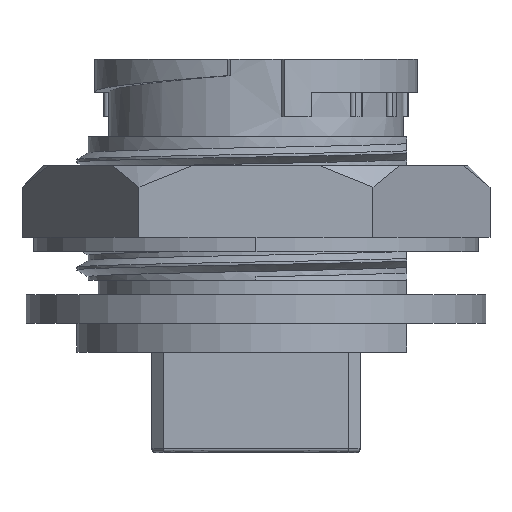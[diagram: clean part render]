
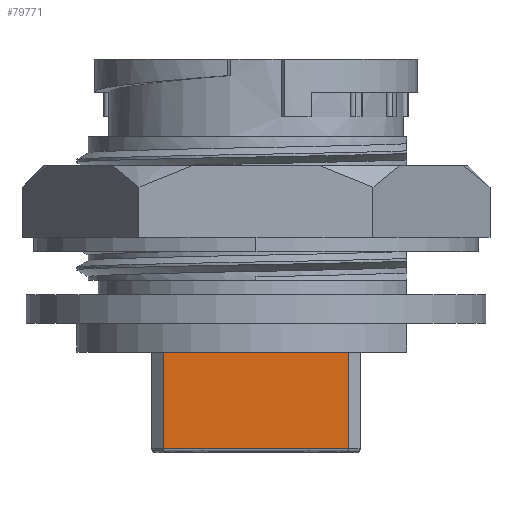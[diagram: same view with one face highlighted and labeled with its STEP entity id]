
A CAD part, front view. The second image highlights one B-rep face of the part: STEP entity #79771.
In plain terms, the highlighted free-form (B-spline) face has degree [1, 1] with [2, 2] control points.
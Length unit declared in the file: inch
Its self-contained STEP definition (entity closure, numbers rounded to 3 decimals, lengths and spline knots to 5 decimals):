
#1608 = EDGE_CURVE ( 'NONE', #49540, #14548, #21263, .T. ) ;
#2265 = CARTESIAN_POINT ( 'NONE',  ( 0.25394, 0.30512, -1.09055 ) ) ;
#2702 = DIRECTION ( 'NONE',  ( -1., 0., 0. ) ) ;
#3350 = EDGE_CURVE ( 'NONE', #49922, #70925, #37613, .T. ) ;
#3413 = FACE_BOUND ( 'NONE', #15808, .T. ) ;
#3491 = VECTOR ( 'NONE', #22746, 39.37008 ) ;
#5546 = ORIENTED_EDGE ( 'NONE', *, *, #8384, .T. ) ;
#5554 = CARTESIAN_POINT ( 'NONE',  ( 0.09055, 0.30512, -0.61024 ) ) ;
#8384 = EDGE_CURVE ( 'NONE', #14548, #71216, #36192, .T. ) ;
#8474 = DIRECTION ( 'NONE',  ( 0., 0., 1. ) ) ;
#9170 = CARTESIAN_POINT ( 'NONE',  ( 0.25394, 0.30512, -0.05118 ) ) ;
#10248 = CARTESIAN_POINT ( 'NONE',  ( 0.25394, 0.30512, -1.09055 ) ) ;
#10611 = ORIENTED_EDGE ( 'NONE', *, *, #87208, .T. ) ;
#10804 = LINE ( 'NONE', #39505, #83535 ) ;
#14548 = VERTEX_POINT ( 'NONE', #5554 ) ;
#15808 = EDGE_LOOP ( 'NONE', ( #38027, #5546, #72077, #78674 ) ) ;
#17206 = EDGE_CURVE ( 'NONE', #50003, #70925, #10804, .T. ) ;
#21263 = LINE ( 'NONE', #22155, #69877 ) ;
#22155 = CARTESIAN_POINT ( 'NONE',  ( -0.09055, 0.30512, -0.61024 ) ) ;
#22366 = B_SPLINE_SURFACE_WITH_KNOTS ( 'NONE', 1, 1, ( 
 ( #77962, #59070 ),
 ( #24045, #86020 ) ),
 .UNSPECIFIED., .F., .F., .F.,
 ( 2, 2 ),
 ( 2, 2 ),
 ( 0.772, 28.228 ),
 ( -6.708, 6.708 ),
 .UNSPECIFIED. ) ;
#22746 = DIRECTION ( 'NONE',  ( 0., 0., 1. ) ) ;
#24045 = CARTESIAN_POINT ( 'NONE',  ( 0.26409, 0.30512, -1.11134 ) ) ;
#27956 = VECTOR ( 'NONE', #2702, 39.37008 ) ;
#30788 = VERTEX_POINT ( 'NONE', #82553 ) ;
#31998 = LINE ( 'NONE', #73297, #70924 ) ;
#33395 = CARTESIAN_POINT ( 'NONE',  ( 0.09055, 0.30512, -0.5315 ) ) ;
#36192 = LINE ( 'NONE', #84717, #3491 ) ;
#36792 = LINE ( 'NONE', #2265, #27956 ) ;
#37103 = CARTESIAN_POINT ( 'NONE',  ( -0.09055, 0.30512, -0.61024 ) ) ;
#37613 = LINE ( 'NONE', #10248, #64849 ) ;
#38027 = ORIENTED_EDGE ( 'NONE', *, *, #1608, .T. ) ;
#39057 = DIRECTION ( 'NONE',  ( 1., 0., 0. ) ) ;
#39505 = CARTESIAN_POINT ( 'NONE',  ( -0.25394, 0.30512, -0.05118 ) ) ;
#39700 = DIRECTION ( 'NONE',  ( -1., 0., 0. ) ) ;
#39763 = ORIENTED_EDGE ( 'NONE', *, *, #17206, .T. ) ;
#41271 = EDGE_CURVE ( 'NONE', #71216, #73621, #88624, .T. ) ;
#41752 = VECTOR ( 'NONE', #49366, 39.37008 ) ;
#42857 = CARTESIAN_POINT ( 'NONE',  ( -0.25394, 0.30512, -0.05118 ) ) ;
#44693 = FACE_OUTER_BOUND ( 'NONE', #71361, .T. ) ;
#49366 = DIRECTION ( 'NONE',  ( 0., 0., 1. ) ) ;
#49540 = VERTEX_POINT ( 'NONE', #37103 ) ;
#49922 = VERTEX_POINT ( 'NONE', #67635 ) ;
#50003 = VERTEX_POINT ( 'NONE', #42857 ) ;
#51575 = EDGE_CURVE ( 'NONE', #73621, #49540, #31998, .T. ) ;
#56703 = VECTOR ( 'NONE', #39700, 39.37008 ) ;
#59070 = CARTESIAN_POINT ( 'NONE',  ( -0.26409, 0.30512, -0.03039 ) ) ;
#61509 = LINE ( 'NONE', #75447, #41752 ) ;
#61594 = EDGE_CURVE ( 'NONE', #30788, #50003, #61509, .T. ) ;
#64264 = CARTESIAN_POINT ( 'NONE',  ( 0.09055, 0.30512, -0.5315 ) ) ;
#64849 = VECTOR ( 'NONE', #8474, 39.37008 ) ;
#65336 = CARTESIAN_POINT ( 'NONE',  ( -0.09055, 0.30512, -0.5315 ) ) ;
#65617 = ORIENTED_EDGE ( 'NONE', *, *, #3350, .F. ) ;
#67635 = CARTESIAN_POINT ( 'NONE',  ( 0.25394, 0.30512, -1.09055 ) ) ;
#69877 = VECTOR ( 'NONE', #88631, 39.37008 ) ;
#70924 = VECTOR ( 'NONE', #80023, 39.37008 ) ;
#70925 = VERTEX_POINT ( 'NONE', #9170 ) ;
#71216 = VERTEX_POINT ( 'NONE', #64264 ) ;
#71361 = EDGE_LOOP ( 'NONE', ( #39763, #65617, #10611, #85542 ) ) ;
#72077 = ORIENTED_EDGE ( 'NONE', *, *, #41271, .T. ) ;
#73297 = CARTESIAN_POINT ( 'NONE',  ( -0.09055, 0.30512, -0.5315 ) ) ;
#73621 = VERTEX_POINT ( 'NONE', #65336 ) ;
#75447 = CARTESIAN_POINT ( 'NONE',  ( -0.25394, 0.30512, -1.09055 ) ) ;
#77962 = CARTESIAN_POINT ( 'NONE',  ( 0.26409, 0.30512, -0.03039 ) ) ;
#78674 = ORIENTED_EDGE ( 'NONE', *, *, #51575, .T. ) ;
#79771 = ADVANCED_FACE ( 'NONE', ( #44693, #3413 ), #22366, .T. ) ;
#80023 = DIRECTION ( 'NONE',  ( 0., 0., -1. ) ) ;
#82553 = CARTESIAN_POINT ( 'NONE',  ( -0.25394, 0.30512, -1.09055 ) ) ;
#83535 = VECTOR ( 'NONE', #39057, 39.37008 ) ;
#84717 = CARTESIAN_POINT ( 'NONE',  ( 0.09055, 0.30512, -0.61024 ) ) ;
#85542 = ORIENTED_EDGE ( 'NONE', *, *, #61594, .T. ) ;
#86020 = CARTESIAN_POINT ( 'NONE',  ( -0.26409, 0.30512, -1.11134 ) ) ;
#87208 = EDGE_CURVE ( 'NONE', #49922, #30788, #36792, .T. ) ;
#88624 = LINE ( 'NONE', #33395, #56703 ) ;
#88631 = DIRECTION ( 'NONE',  ( 1., 0., 0. ) ) ;
